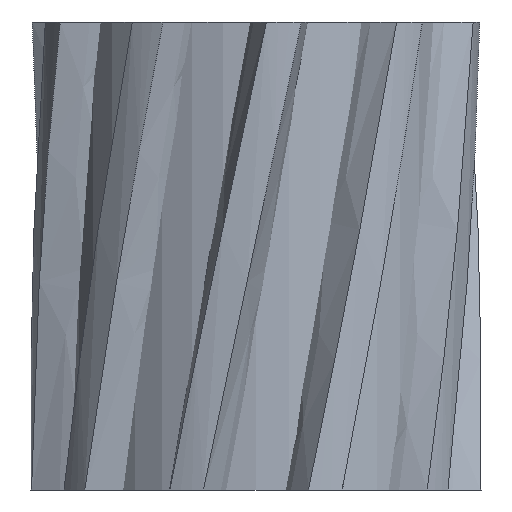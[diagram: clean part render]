
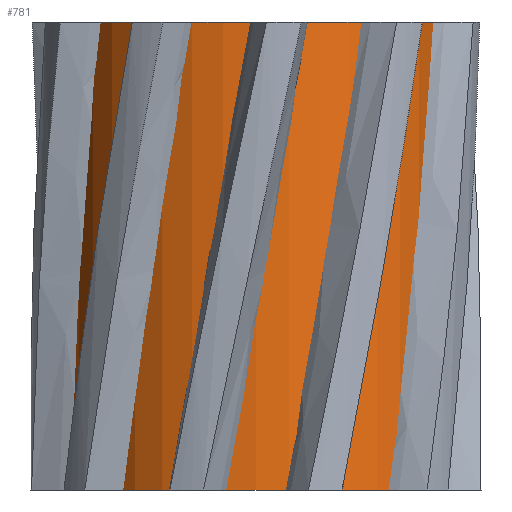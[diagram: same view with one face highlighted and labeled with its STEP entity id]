
A CAD part, left-side view. The second image highlights one B-rep face of the part: STEP entity #781.
In plain terms, the highlighted cylindrical face has radius 4.823 mm (diameter 9.647 mm), a full revolution.
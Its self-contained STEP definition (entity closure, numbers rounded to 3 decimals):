
#19=LINE('',#1923,#20);
#20=VECTOR('',#917,4.823);
#42=CYLINDRICAL_SURFACE('',#837,4.823);
#66=CIRCLE('',#838,4.823);
#67=CIRCLE('',#839,4.823);
#68=CIRCLE('',#840,4.823);
#113=FACE_OUTER_BOUND('',#156,.T.);
#156=EDGE_LOOP('',(#704,#705,#706,#707,#708));
#337=VERTEX_POINT('',#1919);
#338=VERTEX_POINT('',#1920);
#339=VERTEX_POINT('',#1922);
#460=EDGE_CURVE('',#337,#338,#66,.T.);
#461=EDGE_CURVE('',#338,#339,#19,.T.);
#462=EDGE_CURVE('',#339,#339,#67,.T.);
#463=EDGE_CURVE('',#338,#337,#68,.T.);
#704=ORIENTED_EDGE('',*,*,#460,.T.);
#705=ORIENTED_EDGE('',*,*,#461,.T.);
#706=ORIENTED_EDGE('',*,*,#462,.T.);
#707=ORIENTED_EDGE('',*,*,#461,.F.);
#708=ORIENTED_EDGE('',*,*,#463,.T.);
#781=ADVANCED_FACE('',(#113),#42,.F.);
#837=AXIS2_PLACEMENT_3D('',#1918,#913,#914);
#838=AXIS2_PLACEMENT_3D('',#1921,#915,#916);
#839=AXIS2_PLACEMENT_3D('',#1924,#918,#919);
#840=AXIS2_PLACEMENT_3D('',#1925,#920,#921);
#913=DIRECTION('center_axis',(0.,0.,1.));
#914=DIRECTION('ref_axis',(-1.,0.,0.));
#915=DIRECTION('center_axis',(0.,0.,-1.));
#916=DIRECTION('ref_axis',(-1.,0.,0.));
#917=DIRECTION('',(0.,0.,1.));
#918=DIRECTION('center_axis',(0.,0.,1.));
#919=DIRECTION('ref_axis',(-1.,0.,0.));
#920=DIRECTION('center_axis',(0.,0.,-1.));
#921=DIRECTION('ref_axis',(-1.,0.,0.));
#1918=CARTESIAN_POINT('Origin',(0.,0.,0.));
#1919=CARTESIAN_POINT('',(-4.823,0.,0.));
#1920=CARTESIAN_POINT('',(4.823,0.,0.));
#1921=CARTESIAN_POINT('Origin',(0.,0.,0.));
#1922=CARTESIAN_POINT('',(4.823,0.,12.));
#1923=CARTESIAN_POINT('',(4.823,0.,0.));
#1924=CARTESIAN_POINT('Origin',(0.,0.,12.));
#1925=CARTESIAN_POINT('Origin',(0.,0.,0.));
